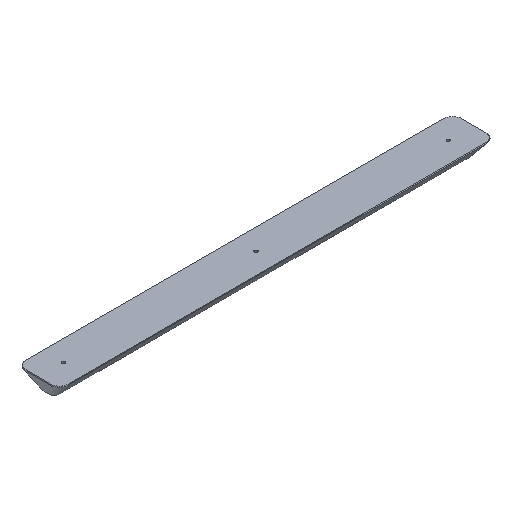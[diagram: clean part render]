
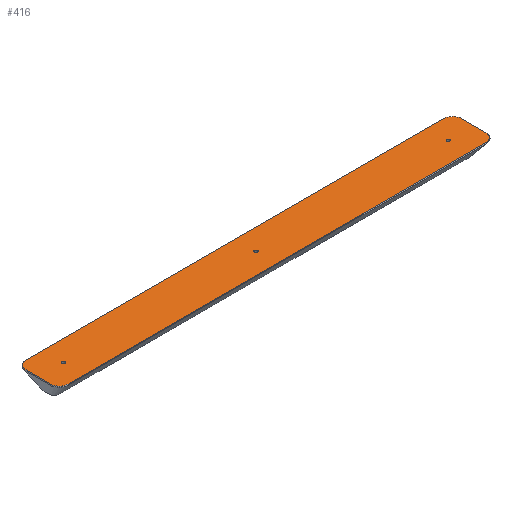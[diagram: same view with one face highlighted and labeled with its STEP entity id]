
A CAD part, isometric view. The second image highlights one B-rep face of the part: STEP entity #416.
In plain terms, the highlighted planar face has unit normal (0, 0, 1).
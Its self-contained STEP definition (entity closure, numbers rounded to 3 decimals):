
#22=FACE_BOUND('',#89,.T.);
#23=FACE_BOUND('',#90,.T.);
#24=FACE_BOUND('',#91,.T.);
#27=CIRCLE('',#449,0.875);
#28=CIRCLE('',#450,0.875);
#29=CIRCLE('',#451,0.875);
#41=PLANE('',#448);
#61=FACE_OUTER_BOUND('',#88,.T.);
#88=EDGE_LOOP('',(#323,#324,#325,#326,#327,#328,#329,#330));
#89=EDGE_LOOP('',(#331));
#90=EDGE_LOOP('',(#332));
#91=EDGE_LOOP('',(#333));
#155=B_SPLINE_CURVE_WITH_KNOTS('',3,(#612,#613,#614,#615,#616,#617,#618),
 .UNSPECIFIED.,.F.,.F.,(4,1,1,1,4),(-1.,-0.996,-0.993,
-0.991,-0.988),.UNSPECIFIED.);
#156=B_SPLINE_CURVE_WITH_KNOTS('',3,(#684,#685,#686,#687,#688,#689,#690,
#691,#692,#693,#694,#695,#696,#697,#698,#699),.UNSPECIFIED.,.F.,.F.,(4,
1,1,1,1,1,1,1,1,1,1,1,1,4),(-0.988,-0.984,-0.979,
-0.971,-0.955,-0.922,-0.857,
-0.725,-0.594,-0.562,-0.545,
-0.537,-0.533,-0.529),.UNSPECIFIED.);
#159=B_SPLINE_CURVE_WITH_KNOTS('',3,(#750,#751,#752,#753,#754,#755,#756),
 .UNSPECIFIED.,.F.,.F.,(4,1,1,1,4),(-0.529,-0.525,
-0.522,-0.518,-0.517),.UNSPECIFIED.);
#162=B_SPLINE_CURVE_WITH_KNOTS('',3,(#814,#815,#816,#817,#818,#819,#820,
#821,#822,#823,#824),.UNSPECIFIED.,.F.,.F.,(4,1,1,1,1,1,1,1,4),(-0.517,
-0.515,-0.514,-0.512,-0.507,
-0.505,-0.502,-0.501,-0.5),
 .UNSPECIFIED.);
#165=B_SPLINE_CURVE_WITH_KNOTS('',3,(#870,#871,#872,#873,#874,#875,#876),
 .UNSPECIFIED.,.F.,.F.,(4,1,1,1,4),(-0.5,-0.496,-0.493,
-0.491,-0.488),.UNSPECIFIED.);
#168=B_SPLINE_CURVE_WITH_KNOTS('',3,(#954,#955,#956,#957,#958,#959,#960,
#961,#962,#963,#964,#965,#966,#967,#968,#969),.UNSPECIFIED.,.F.,.F.,(4,
1,1,1,1,1,1,1,1,1,1,1,1,4),(-0.488,-0.484,-0.479,
-0.471,-0.455,-0.422,-0.291,
-0.16,-0.094,-0.062,-0.045,
-0.037,-0.033,-0.029),
 .UNSPECIFIED.);
#171=B_SPLINE_CURVE_WITH_KNOTS('',3,(#1020,#1021,#1022,#1023,#1024,#1025,
#1026),.UNSPECIFIED.,.F.,.F.,(4,1,1,1,4),(-0.029,-0.025,
-0.024,-0.02,-0.017),
 .UNSPECIFIED.);
#174=B_SPLINE_CURVE_WITH_KNOTS('',3,(#1079,#1080,#1081,#1082,#1083,#1084,
#1085,#1086,#1087,#1088),.UNSPECIFIED.,.F.,.F.,(4,1,1,1,1,1,1,4),(-0.017,
-0.015,-0.014,-0.009,-0.005,
-0.002,-0.001,0.),.UNSPECIFIED.);
#179=VERTEX_POINT('',#597);
#181=VERTEX_POINT('',#610);
#182=VERTEX_POINT('',#683);
#184=VERTEX_POINT('',#749);
#186=VERTEX_POINT('',#813);
#188=VERTEX_POINT('',#869);
#190=VERTEX_POINT('',#953);
#192=VERTEX_POINT('',#1019);
#196=VERTEX_POINT('',#1392);
#197=VERTEX_POINT('',#1394);
#198=VERTEX_POINT('',#1396);
#221=EDGE_CURVE('',#181,#179,#155,.T.);
#222=EDGE_CURVE('',#179,#182,#156,.T.);
#225=EDGE_CURVE('',#182,#184,#159,.T.);
#228=EDGE_CURVE('',#184,#186,#162,.T.);
#231=EDGE_CURVE('',#186,#188,#165,.T.);
#234=EDGE_CURVE('',#188,#190,#168,.T.);
#237=EDGE_CURVE('',#190,#192,#171,.T.);
#240=EDGE_CURVE('',#192,#181,#174,.T.);
#245=EDGE_CURVE('',#196,#196,#27,.T.);
#246=EDGE_CURVE('',#197,#197,#28,.T.);
#247=EDGE_CURVE('',#198,#198,#29,.T.);
#323=ORIENTED_EDGE('',*,*,#221,.F.);
#324=ORIENTED_EDGE('',*,*,#240,.F.);
#325=ORIENTED_EDGE('',*,*,#237,.F.);
#326=ORIENTED_EDGE('',*,*,#234,.F.);
#327=ORIENTED_EDGE('',*,*,#231,.F.);
#328=ORIENTED_EDGE('',*,*,#228,.F.);
#329=ORIENTED_EDGE('',*,*,#225,.F.);
#330=ORIENTED_EDGE('',*,*,#222,.F.);
#331=ORIENTED_EDGE('',*,*,#245,.T.);
#332=ORIENTED_EDGE('',*,*,#246,.T.);
#333=ORIENTED_EDGE('',*,*,#247,.T.);
#416=ADVANCED_FACE('',(#61,#22,#23,#24),#41,.T.);
#448=AXIS2_PLACEMENT_3D('',#1391,#484,#485);
#449=AXIS2_PLACEMENT_3D('',#1393,#486,#487);
#450=AXIS2_PLACEMENT_3D('',#1395,#488,#489);
#451=AXIS2_PLACEMENT_3D('',#1397,#490,#491);
#484=DIRECTION('center_axis',(0.,0.,1.));
#485=DIRECTION('ref_axis',(1.,0.,0.));
#486=DIRECTION('center_axis',(0.,0.,-1.));
#487=DIRECTION('ref_axis',(-1.,0.,0.));
#488=DIRECTION('center_axis',(0.,0.,-1.));
#489=DIRECTION('ref_axis',(-1.,0.,0.));
#490=DIRECTION('center_axis',(0.,0.,-1.));
#491=DIRECTION('ref_axis',(-1.,0.,0.));
#597=CARTESIAN_POINT('',(-244.438,24.5,0.));
#610=CARTESIAN_POINT('',(-249.438,19.5,0.));
#612=CARTESIAN_POINT('Ctrl Pts',(-249.438,19.5,0.));
#613=CARTESIAN_POINT('Ctrl Pts',(-249.438,20.248,0.));
#614=CARTESIAN_POINT('Ctrl Pts',(-249.078,21.863,0.));
#615=CARTESIAN_POINT('Ctrl Pts',(-247.688,23.44,0.));
#616=CARTESIAN_POINT('Ctrl Pts',(-246.004,24.347,0.));
#617=CARTESIAN_POINT('Ctrl Pts',(-244.995,24.5,0.));
#618=CARTESIAN_POINT('Ctrl Pts',(-244.438,24.5,0.));
#683=CARTESIAN_POINT('',(-5.5,24.5,0.));
#684=CARTESIAN_POINT('Ctrl Pts',(-244.438,24.5,0.));
#685=CARTESIAN_POINT('Ctrl Pts',(-243.726,24.5,0.));
#686=CARTESIAN_POINT('Ctrl Pts',(-242.304,24.5,0.));
#687=CARTESIAN_POINT('Ctrl Pts',(-239.46,24.5,0.));
#688=CARTESIAN_POINT('Ctrl Pts',(-234.482,24.5,0.));
#689=CARTESIAN_POINT('Ctrl Pts',(-224.526,24.5,0.));
#690=CARTESIAN_POINT('Ctrl Pts',(-204.615,24.5,0.));
#691=CARTESIAN_POINT('Ctrl Pts',(-164.792,24.5,0.));
#692=CARTESIAN_POINT('Ctrl Pts',(-107.902,24.5,0.));
#693=CARTESIAN_POINT('Ctrl Pts',(-56.701,24.5,0.));
#694=CARTESIAN_POINT('Ctrl Pts',(-25.411,24.5,0.));
#695=CARTESIAN_POINT('Ctrl Pts',(-15.456,24.5,0.));
#696=CARTESIAN_POINT('Ctrl Pts',(-10.478,24.5,0.));
#697=CARTESIAN_POINT('Ctrl Pts',(-7.633,24.5,0.));
#698=CARTESIAN_POINT('Ctrl Pts',(-6.211,24.5,0.));
#699=CARTESIAN_POINT('Ctrl Pts',(-5.5,24.5,0.));
#749=CARTESIAN_POINT('',(-0.5,19.5,0.));
#750=CARTESIAN_POINT('Ctrl Pts',(-5.5,24.5,0.));
#751=CARTESIAN_POINT('Ctrl Pts',(-4.942,24.5,0.));
#752=CARTESIAN_POINT('Ctrl Pts',(-3.594,24.305,0.));
#753=CARTESIAN_POINT('Ctrl Pts',(-1.578,22.928,0.));
#754=CARTESIAN_POINT('Ctrl Pts',(-0.622,21.038,0.));
#755=CARTESIAN_POINT('Ctrl Pts',(-0.5,19.874,0.));
#756=CARTESIAN_POINT('Ctrl Pts',(-0.5,19.5,0.));
#813=CARTESIAN_POINT('',(-0.5,5.5,0.));
#814=CARTESIAN_POINT('Ctrl Pts',(-0.5,19.5,0.));
#815=CARTESIAN_POINT('Ctrl Pts',(-0.5,19.226,0.));
#816=CARTESIAN_POINT('Ctrl Pts',(-0.5,18.652,0.));
#817=CARTESIAN_POINT('Ctrl Pts',(-0.5,17.417,0.));
#818=CARTESIAN_POINT('Ctrl Pts',(-0.5,15.067,0.));
#819=CARTESIAN_POINT('Ctrl Pts',(-0.5,12.121,0.));
#820=CARTESIAN_POINT('Ctrl Pts',(-0.5,9.262,0.));
#821=CARTESIAN_POINT('Ctrl Pts',(-0.5,7.583,0.));
#822=CARTESIAN_POINT('Ctrl Pts',(-0.5,6.348,0.));
#823=CARTESIAN_POINT('Ctrl Pts',(-0.5,5.774,0.));
#824=CARTESIAN_POINT('Ctrl Pts',(-0.5,5.5,0.));
#869=CARTESIAN_POINT('',(-5.5,0.5,0.));
#870=CARTESIAN_POINT('Ctrl Pts',(-0.5,5.5,0.));
#871=CARTESIAN_POINT('Ctrl Pts',(-0.5,4.752,0.));
#872=CARTESIAN_POINT('Ctrl Pts',(-0.859,3.137,0.));
#873=CARTESIAN_POINT('Ctrl Pts',(-2.249,1.559,0.));
#874=CARTESIAN_POINT('Ctrl Pts',(-3.933,0.653,0.));
#875=CARTESIAN_POINT('Ctrl Pts',(-4.942,0.5,0.));
#876=CARTESIAN_POINT('Ctrl Pts',(-5.5,0.5,0.));
#953=CARTESIAN_POINT('',(-244.438,0.5,0.));
#954=CARTESIAN_POINT('Ctrl Pts',(-5.5,0.5,0.));
#955=CARTESIAN_POINT('Ctrl Pts',(-6.211,0.5,0.));
#956=CARTESIAN_POINT('Ctrl Pts',(-7.633,0.5,0.));
#957=CARTESIAN_POINT('Ctrl Pts',(-10.478,0.5,0.));
#958=CARTESIAN_POINT('Ctrl Pts',(-15.456,0.5,0.));
#959=CARTESIAN_POINT('Ctrl Pts',(-25.411,0.5,0.));
#960=CARTESIAN_POINT('Ctrl Pts',(-56.701,0.5,0.));
#961=CARTESIAN_POINT('Ctrl Pts',(-107.902,0.5,0.));
#962=CARTESIAN_POINT('Ctrl Pts',(-164.792,0.5,0.));
#963=CARTESIAN_POINT('Ctrl Pts',(-204.615,0.5,0.));
#964=CARTESIAN_POINT('Ctrl Pts',(-224.526,0.5,0.));
#965=CARTESIAN_POINT('Ctrl Pts',(-234.482,0.5,0.));
#966=CARTESIAN_POINT('Ctrl Pts',(-239.46,0.5,0.));
#967=CARTESIAN_POINT('Ctrl Pts',(-242.304,0.5,0.));
#968=CARTESIAN_POINT('Ctrl Pts',(-243.726,0.5,0.));
#969=CARTESIAN_POINT('Ctrl Pts',(-244.438,0.5,0.));
#1019=CARTESIAN_POINT('',(-249.438,5.5,0.));
#1020=CARTESIAN_POINT('Ctrl Pts',(-244.438,0.5,0.));
#1021=CARTESIAN_POINT('Ctrl Pts',(-244.995,0.5,0.));
#1022=CARTESIAN_POINT('Ctrl Pts',(-246.004,0.653,0.));
#1023=CARTESIAN_POINT('Ctrl Pts',(-247.688,1.56,0.));
#1024=CARTESIAN_POINT('Ctrl Pts',(-249.078,3.137,0.));
#1025=CARTESIAN_POINT('Ctrl Pts',(-249.438,4.752,0.));
#1026=CARTESIAN_POINT('Ctrl Pts',(-249.438,5.5,0.));
#1079=CARTESIAN_POINT('Ctrl Pts',(-249.438,5.5,0.));
#1080=CARTESIAN_POINT('Ctrl Pts',(-249.438,5.774,0.));
#1081=CARTESIAN_POINT('Ctrl Pts',(-249.438,6.348,0.));
#1082=CARTESIAN_POINT('Ctrl Pts',(-249.438,8.2,0.));
#1083=CARTESIAN_POINT('Ctrl Pts',(-249.438,11.384,0.));
#1084=CARTESIAN_POINT('Ctrl Pts',(-249.438,15.067,0.));
#1085=CARTESIAN_POINT('Ctrl Pts',(-249.438,17.417,0.));
#1086=CARTESIAN_POINT('Ctrl Pts',(-249.438,18.652,0.));
#1087=CARTESIAN_POINT('Ctrl Pts',(-249.438,19.226,0.));
#1088=CARTESIAN_POINT('Ctrl Pts',(-249.438,19.5,0.));
#1391=CARTESIAN_POINT('Origin',(-136.33,13.136,0.));
#1392=CARTESIAN_POINT('',(-14.125,12.5,0.));
#1393=CARTESIAN_POINT('Origin',(-15.,12.5,0.));
#1394=CARTESIAN_POINT('',(-124.094,12.5,0.));
#1395=CARTESIAN_POINT('Origin',(-124.969,12.5,0.));
#1396=CARTESIAN_POINT('',(-234.063,12.5,0.));
#1397=CARTESIAN_POINT('Origin',(-234.938,12.5,0.));
